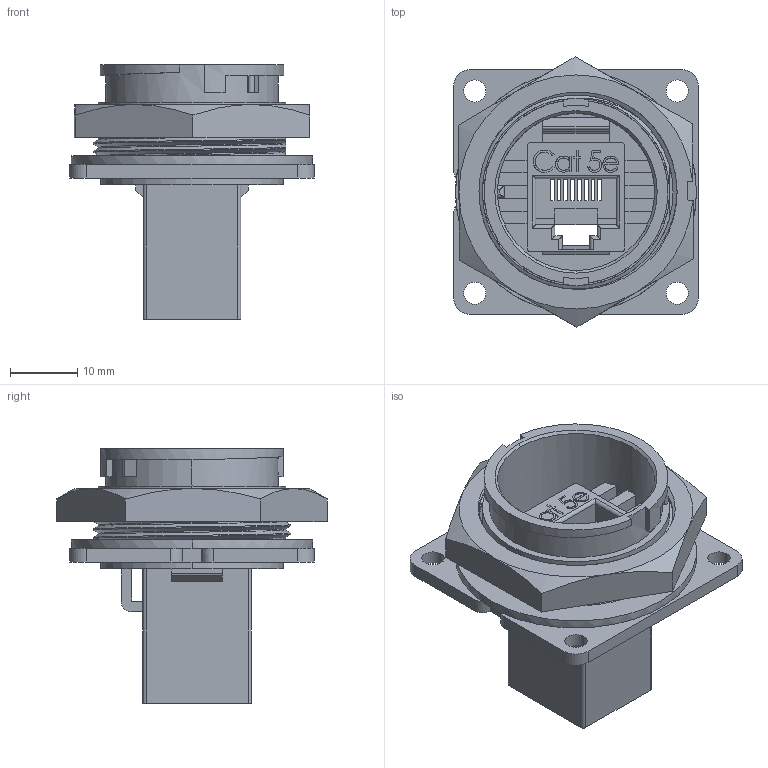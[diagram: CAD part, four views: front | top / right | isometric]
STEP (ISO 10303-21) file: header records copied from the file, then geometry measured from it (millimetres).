
FILE_DESCRIPTION (( 'STEP AP203' ), '1' );
FILE_NAME ('DCP-RJ SERIES.STEP', '2014-11-19T14:21:28', ( '' ), ( '' ), 'SwSTEP 2.0', 'SolidWorks 2014', '' );
FILE_SCHEMA (( 'CONFIG_CONTROL_DESIGN' ));
Length unit declared in the file: inch
Products named in the file (1): DCP-RJ SERIES
Bounding box: 36.53 x 40.33 x 37.95 mm (x, y, z)
Volume: 12111.2 mm3; surface area: 11464.8 mm2
Topology: 2 solids, 2 shells, 441 faces, 1230 edges, 798 vertices
Faces by surface type: plane 240, bspline 97, cylinder 95, cone 9
Entity records: 22508 total; most frequent: CARTESIAN_POINT 11944, ORIENTED_EDGE 2456, DIRECTION 1765, EDGE_CURVE 1228, VERTEX_POINT 798, VECTOR 797, LINE 797, AXIS2_PLACEMENT_3D 484
